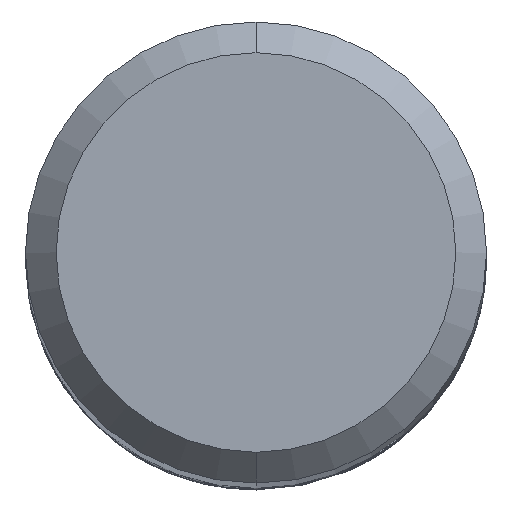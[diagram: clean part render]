
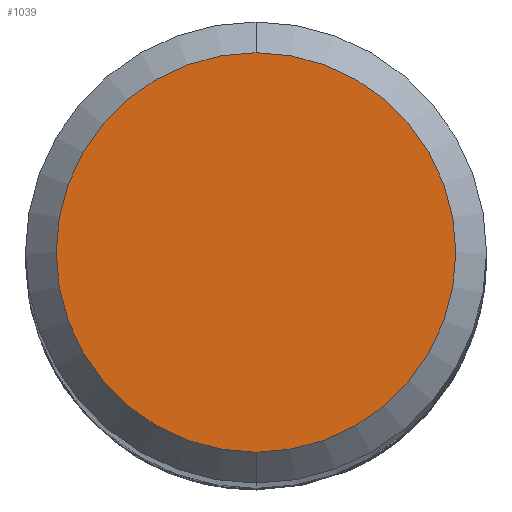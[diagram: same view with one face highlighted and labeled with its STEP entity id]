
A CAD part, top view. The second image highlights one B-rep face of the part: STEP entity #1039.
In plain terms, the highlighted planar face has unit normal (0, 0, 1).
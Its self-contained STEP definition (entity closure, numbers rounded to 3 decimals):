
#639=VERTEX_POINT('',#1779);
#711=EDGE_CURVE('',#1575,#639,#1859,.T.);
#755=EDGE_CURVE('',#639,#1575,#1911,.T.);
#1039=ADVANCED_FACE('',(#2222),#2223,.T.);
#1575=VERTEX_POINT('',#2801);
#1779=CARTESIAN_POINT('',(0.,-2.6,0.0));
#1859=CIRCLE('',#3982,2.6);
#1911=CIRCLE('',#4912,2.6);
#2222=FACE_OUTER_BOUND('',#8390,.T.);
#2223=PLANE('',#8391);
#2801=CARTESIAN_POINT('',(0.0,2.6,0.0));
#3982=AXIS2_PLACEMENT_3D('',#14731,#14732,#14733);
#4912=AXIS2_PLACEMENT_3D('',#14812,#14813,#14814);
#8390=EDGE_LOOP('',(#15114,#15115));
#8391=AXIS2_PLACEMENT_3D('',#15116,#15117,#15118);
#14731=CARTESIAN_POINT('',(0.0,0.0,0.0));
#14732=DIRECTION('',(0.0,0.0,-1.0));
#14733=DIRECTION('',(0.0,1.0,0.0));
#14812=CARTESIAN_POINT('',(0.0,0.0,0.0));
#14813=DIRECTION('',(0.0,0.0,-1.0));
#14814=DIRECTION('',(0.0,1.0,0.0));
#15114=ORIENTED_EDGE('',*,*,#711,.F.);
#15115=ORIENTED_EDGE('',*,*,#755,.F.);
#15116=CARTESIAN_POINT('',(0.0,1.3,0.0));
#15117=DIRECTION('',(-0.0,0.0,1.0));
#15118=DIRECTION('',(0.0,-1.0,0.0));
